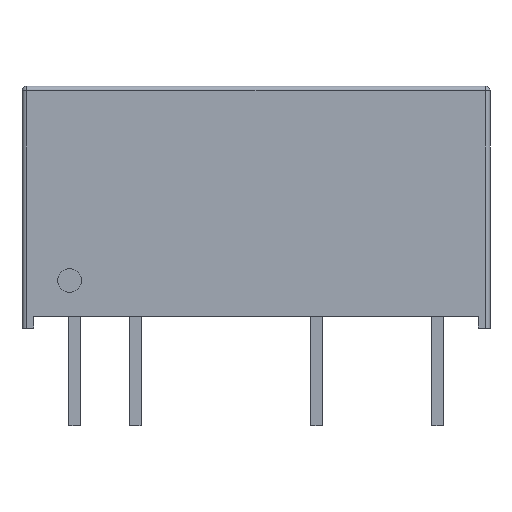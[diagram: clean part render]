
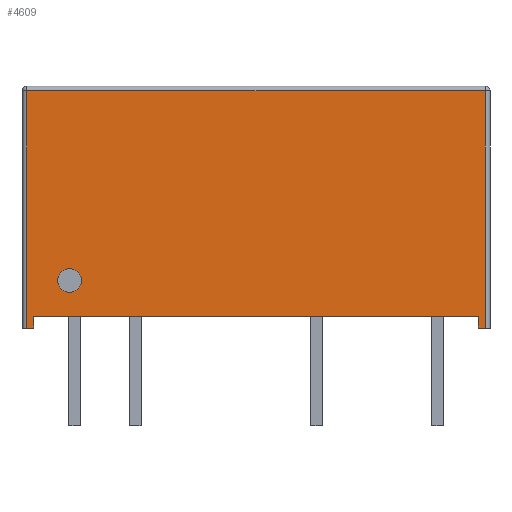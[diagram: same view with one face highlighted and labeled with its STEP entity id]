
A CAD part, front view. The second image highlights one B-rep face of the part: STEP entity #4609.
In plain terms, the highlighted planar face has unit normal (0, -1, 0).
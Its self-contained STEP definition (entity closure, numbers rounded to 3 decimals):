
#23 = DIRECTION ( 'NONE',  ( 0., 0., -1. ) ) ;
#98 = LINE ( 'NONE', #3759, #2569 ) ;
#157 = FACE_OUTER_BOUND ( 'NONE', #1655, .T. ) ;
#184 = EDGE_CURVE ( 'NONE', #262, #4456, #4416, .T. ) ;
#262 = VERTEX_POINT ( 'NONE', #4023 ) ;
#267 = ORIENTED_EDGE ( 'NONE', *, *, #1925, .F. ) ;
#305 = ORIENTED_EDGE ( 'NONE', *, *, #184, .T. ) ;
#365 = ORIENTED_EDGE ( 'NONE', *, *, #4647, .T. ) ;
#520 = PLANE ( 'NONE',  #4648 ) ;
#552 = LINE ( 'NONE', #3413, #746 ) ;
#590 = CARTESIAN_POINT ( 'NONE',  ( 9.625, -3.525, 10.16 ) ) ;
#600 = EDGE_CURVE ( 'NONE', #2048, #822, #3045, .T. ) ;
#746 = VECTOR ( 'NONE', #1992, 1000. ) ;
#802 = EDGE_LOOP ( 'NONE', ( #1402, #2892 ) ) ;
#822 = VERTEX_POINT ( 'NONE', #2901 ) ;
#842 = VECTOR ( 'NONE', #2008, 1000. ) ;
#857 = ORIENTED_EDGE ( 'NONE', *, *, #1683, .F. ) ;
#895 = CARTESIAN_POINT ( 'NONE',  ( -9.625, -3.525, 9.96 ) ) ;
#915 = FACE_BOUND ( 'NONE', #802, .T. ) ;
#950 = ORIENTED_EDGE ( 'NONE', *, *, #2122, .T. ) ;
#952 = ORIENTED_EDGE ( 'NONE', *, *, #1349, .T. ) ;
#1073 = CARTESIAN_POINT ( 'NONE',  ( -9.325, -3.525, 0. ) ) ;
#1110 = DIRECTION ( 'NONE',  ( 1., 0., 0. ) ) ;
#1157 = AXIS2_PLACEMENT_3D ( 'NONE', #1253, #1642, #3514 ) ;
#1187 = CARTESIAN_POINT ( 'NONE',  ( -9.825, -3.525, 0. ) ) ;
#1190 = CARTESIAN_POINT ( 'NONE',  ( 9.625, -3.525, 0. ) ) ;
#1253 = CARTESIAN_POINT ( 'NONE',  ( -7.825, -3.525, 2. ) ) ;
#1320 = CARTESIAN_POINT ( 'NONE',  ( -9.825, -3.525, 10.16 ) ) ;
#1349 = EDGE_CURVE ( 'NONE', #2289, #3287, #1832, .T. ) ;
#1402 = ORIENTED_EDGE ( 'NONE', *, *, #600, .F. ) ;
#1642 = DIRECTION ( 'NONE',  ( 0., -1., 0. ) ) ;
#1655 = EDGE_LOOP ( 'NONE', ( #3827, #365, #305, #950, #952, #267, #4223, #857 ) ) ;
#1663 = DIRECTION ( 'NONE',  ( 0., 0., 1. ) ) ;
#1683 = EDGE_CURVE ( 'NONE', #3956, #2729, #1824, .T. ) ;
#1780 = EDGE_CURVE ( 'NONE', #2729, #3939, #98, .T. ) ;
#1824 = LINE ( 'NONE', #4084, #3649 ) ;
#1832 = LINE ( 'NONE', #1187, #2488 ) ;
#1839 = VECTOR ( 'NONE', #1663, 1000. ) ;
#1870 = CARTESIAN_POINT ( 'NONE',  ( -7.825, -3.525, 2. ) ) ;
#1871 = LINE ( 'NONE', #1073, #3362 ) ;
#1925 = EDGE_CURVE ( 'NONE', #3939, #3287, #1871, .T. ) ;
#1992 = DIRECTION ( 'NONE',  ( 0., 0., -1. ) ) ;
#2008 = DIRECTION ( 'NONE',  ( 1., 0., 0. ) ) ;
#2048 = VERTEX_POINT ( 'NONE', #4542 ) ;
#2122 = EDGE_CURVE ( 'NONE', #4456, #2289, #552, .T. ) ;
#2182 = AXIS2_PLACEMENT_3D ( 'NONE', #1870, #3331, #23 ) ;
#2289 = VERTEX_POINT ( 'NONE', #3386 ) ;
#2370 = DIRECTION ( 'NONE',  ( 0., 1., 0. ) ) ;
#2399 = LINE ( 'NONE', #590, #1839 ) ;
#2434 = LINE ( 'NONE', #2723, #842 ) ;
#2488 = VECTOR ( 'NONE', #1110, 1000. ) ;
#2568 = DIRECTION ( 'NONE',  ( -1., 0., 0. ) ) ;
#2569 = VECTOR ( 'NONE', #4230, 1000. ) ;
#2723 = CARTESIAN_POINT ( 'NONE',  ( -9.825, -3.525, 0. ) ) ;
#2729 = VERTEX_POINT ( 'NONE', #3834 ) ;
#2852 = CARTESIAN_POINT ( 'NONE',  ( -9.325, -3.525, 0. ) ) ;
#2892 = ORIENTED_EDGE ( 'NONE', *, *, #3508, .F. ) ;
#2901 = CARTESIAN_POINT ( 'NONE',  ( -7.825, -3.525, 2.5 ) ) ;
#3045 = CIRCLE ( 'NONE', #2182, 0.5 ) ;
#3248 = DIRECTION ( 'NONE',  ( 0., 0., -1. ) ) ;
#3287 = VERTEX_POINT ( 'NONE', #2852 ) ;
#3331 = DIRECTION ( 'NONE',  ( 0., -1., 0. ) ) ;
#3349 = CARTESIAN_POINT ( 'NONE',  ( -9.825, -3.525, 9.96 ) ) ;
#3362 = VECTOR ( 'NONE', #3248, 1000. ) ;
#3386 = CARTESIAN_POINT ( 'NONE',  ( -9.625, -3.525, 0. ) ) ;
#3413 = CARTESIAN_POINT ( 'NONE',  ( -9.625, -3.525, 10.16 ) ) ;
#3508 = EDGE_CURVE ( 'NONE', #822, #2048, #3786, .T. ) ;
#3514 = DIRECTION ( 'NONE',  ( 0., 0., -1. ) ) ;
#3649 = VECTOR ( 'NONE', #4446, 1000. ) ;
#3759 = CARTESIAN_POINT ( 'NONE',  ( -9.325, -3.525, 0.5 ) ) ;
#3786 = CIRCLE ( 'NONE', #1157, 0.5 ) ;
#3827 = ORIENTED_EDGE ( 'NONE', *, *, #4628, .T. ) ;
#3834 = CARTESIAN_POINT ( 'NONE',  ( 9.325, -3.525, 0.5 ) ) ;
#3939 = VERTEX_POINT ( 'NONE', #4691 ) ;
#3956 = VERTEX_POINT ( 'NONE', #4072 ) ;
#4023 = CARTESIAN_POINT ( 'NONE',  ( 9.625, -3.525, 9.96 ) ) ;
#4072 = CARTESIAN_POINT ( 'NONE',  ( 9.325, -3.525, 0. ) ) ;
#4084 = CARTESIAN_POINT ( 'NONE',  ( 9.325, -3.525, 0. ) ) ;
#4223 = ORIENTED_EDGE ( 'NONE', *, *, #1780, .F. ) ;
#4230 = DIRECTION ( 'NONE',  ( -1., 0., 0. ) ) ;
#4278 = VERTEX_POINT ( 'NONE', #1190 ) ;
#4282 = DIRECTION ( 'NONE',  ( 0., 0., 1. ) ) ;
#4416 = LINE ( 'NONE', #3349, #4600 ) ;
#4446 = DIRECTION ( 'NONE',  ( 0., 0., 1. ) ) ;
#4456 = VERTEX_POINT ( 'NONE', #895 ) ;
#4542 = CARTESIAN_POINT ( 'NONE',  ( -7.825, -3.525, 1.5 ) ) ;
#4600 = VECTOR ( 'NONE', #2568, 1000. ) ;
#4609 = ADVANCED_FACE ( 'NONE', ( #915, #157 ), #520, .F. ) ;
#4628 = EDGE_CURVE ( 'NONE', #3956, #4278, #2434, .T. ) ;
#4647 = EDGE_CURVE ( 'NONE', #4278, #262, #2399, .T. ) ;
#4648 = AXIS2_PLACEMENT_3D ( 'NONE', #1320, #2370, #4282 ) ;
#4691 = CARTESIAN_POINT ( 'NONE',  ( -9.325, -3.525, 0.5 ) ) ;
